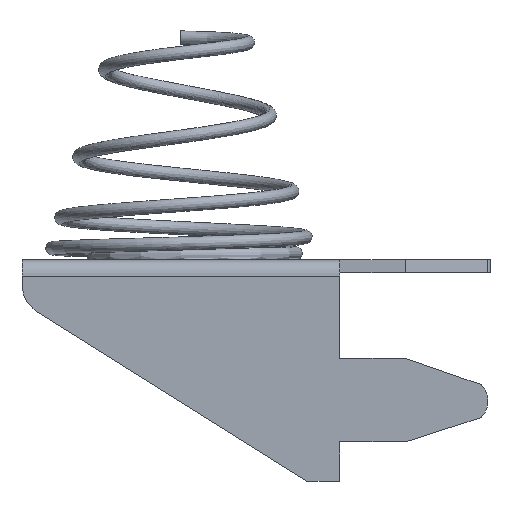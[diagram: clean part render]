
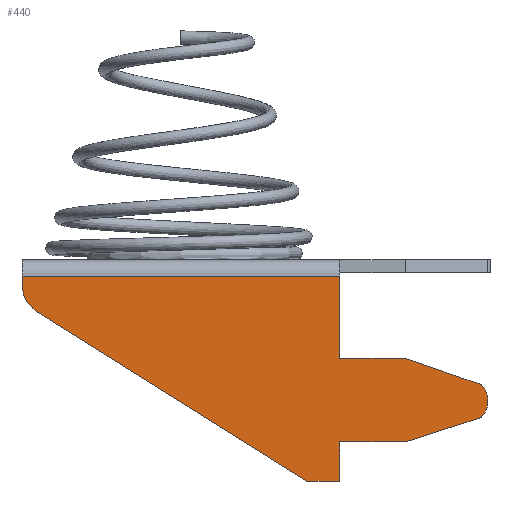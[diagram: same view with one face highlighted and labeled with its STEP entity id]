
A CAD part, left-side view. The second image highlights one B-rep face of the part: STEP entity #440.
In plain terms, the highlighted planar face has unit normal (-1, 0, 0).
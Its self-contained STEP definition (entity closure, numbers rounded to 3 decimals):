
#85 = VERTEX_POINT ( 'NONE', #703 ) ;
#171 = VERTEX_POINT ( 'NONE', #2145 ) ;
#215 = AXIS2_PLACEMENT_3D ( 'NONE', #321, #669, #682 ) ;
#258 = LINE ( 'NONE', #2997, #1402 ) ;
#263 = VECTOR ( 'NONE', #3383, 1000. ) ;
#313 = CARTESIAN_POINT ( 'NONE',  ( 0., 1., 0. ) ) ;
#321 = CARTESIAN_POINT ( 'NONE',  ( 0., 8.65, 5.983 ) ) ;
#356 = CARTESIAN_POINT ( 'NONE',  ( 0., 0., 0. ) ) ;
#368 = DIRECTION ( 'NONE',  ( 0., 0., -1. ) ) ;
#416 = VECTOR ( 'NONE', #3428, 1000. ) ;
#440 = ADVANCED_FACE ( 'NONE', ( #3947 ), #644, .T. ) ;
#468 = VERTEX_POINT ( 'NONE', #997 ) ;
#471 = VERTEX_POINT ( 'NONE', #356 ) ;
#477 = EDGE_CURVE ( 'NONE', #171, #2053, #3165, .T. ) ;
#535 = EDGE_CURVE ( 'NONE', #2792, #1680, #3819, .T. ) ;
#578 = DIRECTION ( 'NONE',  ( 0., -1., 0. ) ) ;
#591 = CARTESIAN_POINT ( 'NONE',  ( 0., 9.182, 5.136 ) ) ;
#644 = PLANE ( 'NONE',  #215 ) ;
#669 = DIRECTION ( 'NONE',  ( -1., 0., 0. ) ) ;
#682 = DIRECTION ( 'NONE',  ( 0., 0., 1. ) ) ;
#703 = CARTESIAN_POINT ( 'NONE',  ( 0., -2., 3.73 ) ) ;
#705 = EDGE_CURVE ( 'NONE', #2779, #2592, #1946, .T. ) ;
#763 = CARTESIAN_POINT ( 'NONE',  ( 0., 0., 1.19 ) ) ;
#828 = EDGE_CURVE ( 'NONE', #3866, #471, #975, .T. ) ;
#918 = VECTOR ( 'NONE', #1641, 1000. ) ;
#949 = CARTESIAN_POINT ( 'NONE',  ( 0., -3.8, 2.43 ) ) ;
#975 = LINE ( 'NONE', #1219, #1212 ) ;
#981 = ORIENTED_EDGE ( 'NONE', *, *, #3915, .F. ) ;
#986 = CARTESIAN_POINT ( 'NONE',  ( 0., -4.3, 2.93 ) ) ;
#997 = CARTESIAN_POINT ( 'NONE',  ( 0., 0., 6.23 ) ) ;
#1014 = LINE ( 'NONE', #2120, #1613 ) ;
#1029 = ORIENTED_EDGE ( 'NONE', *, *, #2235, .F. ) ;
#1112 = CARTESIAN_POINT ( 'NONE',  ( 0., 8.65, 5.983 ) ) ;
#1116 = VERTEX_POINT ( 'NONE', #3463 ) ;
#1123 = ORIENTED_EDGE ( 'NONE', *, *, #4051, .F. ) ;
#1212 = VECTOR ( 'NONE', #368, 1000. ) ;
#1219 = CARTESIAN_POINT ( 'NONE',  ( 0., 0., 0. ) ) ;
#1301 = DIRECTION ( 'NONE',  ( 0., -0.944, -0.329 ) ) ;
#1323 = CARTESIAN_POINT ( 'NONE',  ( 0., -2., 1.19 ) ) ;
#1388 = ORIENTED_EDGE ( 'NONE', *, *, #3216, .F. ) ;
#1396 = CARTESIAN_POINT ( 'NONE',  ( 0., 9.65, 6.23 ) ) ;
#1402 = VECTOR ( 'NONE', #3277, 1000. ) ;
#1421 = ORIENTED_EDGE ( 'NONE', *, *, #2933, .F. ) ;
#1471 = VERTEX_POINT ( 'NONE', #2946 ) ;
#1559 = VECTOR ( 'NONE', #578, 1000. ) ;
#1577 = CARTESIAN_POINT ( 'NONE',  ( 0., 9.65, 5.983 ) ) ;
#1613 = VECTOR ( 'NONE', #2107, 1000. ) ;
#1641 = DIRECTION ( 'NONE',  ( 0., 0.952, -0.306 ) ) ;
#1680 = VERTEX_POINT ( 'NONE', #1396 ) ;
#1704 = ORIENTED_EDGE ( 'NONE', *, *, #477, .F. ) ;
#1754 = ORIENTED_EDGE ( 'NONE', *, *, #705, .F. ) ;
#1927 = CARTESIAN_POINT ( 'NONE',  ( 0., 9.182, 5.136 ) ) ;
#1946 = LINE ( 'NONE', #591, #263 ) ;
#1969 = AXIS2_PLACEMENT_3D ( 'NONE', #1112, #3299, #3635 ) ;
#1990 = VECTOR ( 'NONE', #3906, 1000. ) ;
#2022 = EDGE_CURVE ( 'NONE', #2053, #3866, #3553, .T. ) ;
#2036 = CIRCLE ( 'NONE', #1969, 1. ) ;
#2053 = VERTEX_POINT ( 'NONE', #2386 ) ;
#2093 = EDGE_CURVE ( 'NONE', #468, #1680, #258, .T. ) ;
#2107 = DIRECTION ( 'NONE',  ( 0., 0., -1. ) ) ;
#2120 = CARTESIAN_POINT ( 'NONE',  ( 0., 0., 5.983 ) ) ;
#2145 = CARTESIAN_POINT ( 'NONE',  ( 0., -4.3, 1.93 ) ) ;
#2204 = DIRECTION ( 'NONE',  ( 1., 0., 0. ) ) ;
#2235 = EDGE_CURVE ( 'NONE', #2592, #2792, #2036, .T. ) ;
#2251 = CARTESIAN_POINT ( 'NONE',  ( 0., 1., 0. ) ) ;
#2281 = VECTOR ( 'NONE', #1301, 1000. ) ;
#2370 = LINE ( 'NONE', #2410, #1559 ) ;
#2377 = ORIENTED_EDGE ( 'NONE', *, *, #535, .F. ) ;
#2386 = CARTESIAN_POINT ( 'NONE',  ( 0., -2., 1.19 ) ) ;
#2410 = CARTESIAN_POINT ( 'NONE',  ( 0., 0., 3.73 ) ) ;
#2434 = ORIENTED_EDGE ( 'NONE', *, *, #2546, .F. ) ;
#2508 = ORIENTED_EDGE ( 'NONE', *, *, #2022, .F. ) ;
#2546 = EDGE_CURVE ( 'NONE', #468, #1116, #1014, .T. ) ;
#2592 = VERTEX_POINT ( 'NONE', #1927 ) ;
#2760 = CARTESIAN_POINT ( 'NONE',  ( 0., 0., 1.19 ) ) ;
#2779 = VERTEX_POINT ( 'NONE', #313 ) ;
#2792 = VERTEX_POINT ( 'NONE', #1577 ) ;
#2915 = VECTOR ( 'NONE', #3467, 1000. ) ;
#2918 = CIRCLE ( 'NONE', #2999, 0.707 ) ;
#2933 = EDGE_CURVE ( 'NONE', #1116, #85, #2370, .T. ) ;
#2946 = CARTESIAN_POINT ( 'NONE',  ( 0., -4.3, 2.93 ) ) ;
#2995 = EDGE_LOOP ( 'NONE', ( #2434, #3315, #2377, #1029, #1754, #981, #3786, #2508, #1704, #1388, #1123, #1421 ) ) ;
#2997 = CARTESIAN_POINT ( 'NONE',  ( 0., 9.65, 6.23 ) ) ;
#2999 = AXIS2_PLACEMENT_3D ( 'NONE', #949, #2204, #3114 ) ;
#3000 = LINE ( 'NONE', #2251, #2915 ) ;
#3114 = DIRECTION ( 'NONE',  ( 0., 0., -1. ) ) ;
#3165 = LINE ( 'NONE', #1323, #918 ) ;
#3216 = EDGE_CURVE ( 'NONE', #1471, #171, #2918, .T. ) ;
#3277 = DIRECTION ( 'NONE',  ( 0., 1., 0. ) ) ;
#3299 = DIRECTION ( 'NONE',  ( 1., 0., 0. ) ) ;
#3315 = ORIENTED_EDGE ( 'NONE', *, *, #2093, .T. ) ;
#3383 = DIRECTION ( 'NONE',  ( 0., 0.847, 0.532 ) ) ;
#3413 = CARTESIAN_POINT ( 'NONE',  ( 0., 9.65, 6.73 ) ) ;
#3428 = DIRECTION ( 'NONE',  ( 0., 0., 1. ) ) ;
#3463 = CARTESIAN_POINT ( 'NONE',  ( 0., 0., 3.73 ) ) ;
#3467 = DIRECTION ( 'NONE',  ( 0., 1., 0. ) ) ;
#3553 = LINE ( 'NONE', #763, #1990 ) ;
#3635 = DIRECTION ( 'NONE',  ( 0., 0., 1. ) ) ;
#3759 = LINE ( 'NONE', #986, #2281 ) ;
#3786 = ORIENTED_EDGE ( 'NONE', *, *, #828, .F. ) ;
#3819 = LINE ( 'NONE', #3413, #416 ) ;
#3866 = VERTEX_POINT ( 'NONE', #2760 ) ;
#3906 = DIRECTION ( 'NONE',  ( 0., 1., 0. ) ) ;
#3915 = EDGE_CURVE ( 'NONE', #471, #2779, #3000, .T. ) ;
#3947 = FACE_OUTER_BOUND ( 'NONE', #2995, .T. ) ;
#4051 = EDGE_CURVE ( 'NONE', #85, #1471, #3759, .T. ) ;
